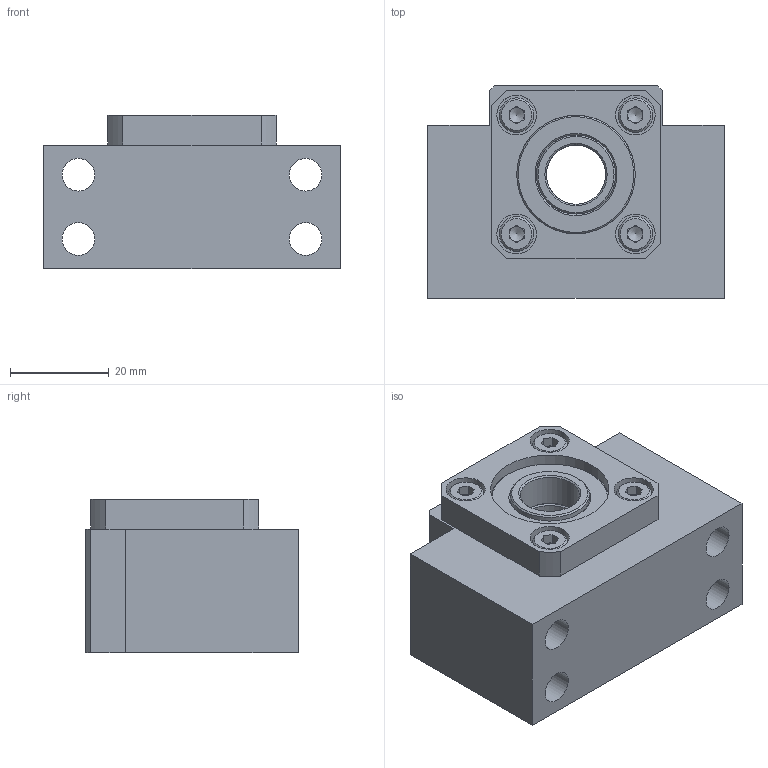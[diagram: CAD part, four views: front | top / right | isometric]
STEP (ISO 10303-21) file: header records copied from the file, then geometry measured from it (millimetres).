
FILE_DESCRIPTION (( 'STEP AP203' ), '1' );
FILE_NAME ('BK 12DS.STEP', '2014-11-14T08:01:13', ( 'john' ), ( '' ), 'SwSTEP 2.0', 'SolidWorks 2013', '' );
FILE_SCHEMA (( 'CONFIG_CONTROL_DESIGN' ));
Length unit declared in the file: millimetre
Products named in the file (7): BK 12DS COVER; BK 12DS COLLAR; socket head cap screw_am_B18.3.1M - 4 x 0.7 x 6 Hex SHCS -- 6NHX; BK 12DS BLOCK; BK 12DS OILSEAL; BK 12DS; 7001A
Assembly tree (12 placements, depth 2):
  BK 12DS
    BK 12DS BLOCK
    7001A  x2
    BK 12DS COLLAR  x2
    BK 12DS OILSEAL  x2
    BK 12DS COVER
    socket head cap screw_am_B18.3.1M - 4 x 0.7 x 6 Hex SHCS -- 6NHX  x4
Bounding box: 60 x 43 x 31 mm (x, y, z)
Volume: 51731.2 mm3; surface area: 28238.1 mm2
Topology: 12 solids, 12 shells, 258 faces, 609 edges, 393 vertices
Faces by surface type: plane 104, bspline 60, cylinder 56, cone 32, torus 6
Full cylindrical faces by diameter (mm): 3.3 x4, 4 x4, 4.5 x4, 6.6 x4, 7 x4, 8 x4, 11 x4, 12 x4, 16 x4, 16.8 x4, 23.2 x4, 24 x4, 28 x4
Entity records: 6942 total; most frequent: CARTESIAN_POINT 3283, DIRECTION 534, ORIENTED_EDGE 504, EDGE_CURVE 252, EDGE_LOOP 246, AXIS2_PLACEMENT_3D 230, VERTEX_POINT 202, FACE_OUTER_BOUND 162
